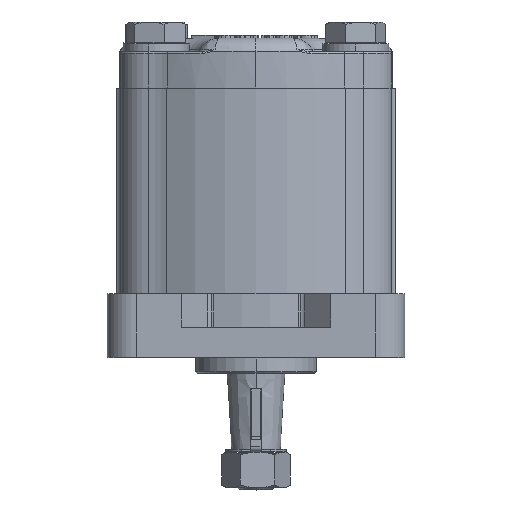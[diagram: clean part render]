
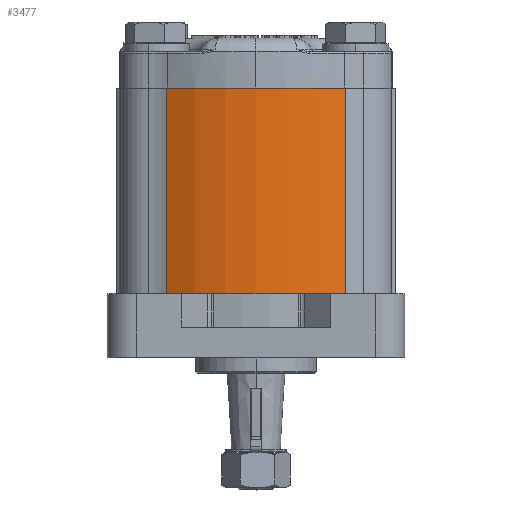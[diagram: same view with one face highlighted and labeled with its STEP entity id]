
A CAD part, top view. The second image highlights one B-rep face of the part: STEP entity #3477.
In plain terms, the highlighted cylindrical face has radius 54.5 mm (diameter 109 mm), a partial arc.
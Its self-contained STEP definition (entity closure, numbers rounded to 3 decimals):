
#98 = ORIENTED_EDGE ( 'NONE', *, *, #5041, .F. ) ;
#389 = AXIS2_PLACEMENT_3D ( 'NONE', #3512, #12120, #7394 ) ;
#502 = CYLINDRICAL_SURFACE ( 'NONE', #3573, 54.5 ) ;
#830 = EDGE_LOOP ( 'NONE', ( #6214, #98, #18296, #11751 ) ) ;
#1781 = EDGE_CURVE ( 'NONE', #10475, #2235, #18857, .T. ) ;
#2235 = VERTEX_POINT ( 'NONE', #20318 ) ;
#2377 = CIRCLE ( 'NONE', #20894, 54.5 ) ;
#2759 = EDGE_CURVE ( 'NONE', #11546, #18620, #2377, .T. ) ;
#3477 = ADVANCED_FACE ( 'NONE', ( #22256 ), #502, .T. ) ;
#3512 = CARTESIAN_POINT ( 'NONE',  ( 0., 62.012, -4.5 ) ) ;
#3573 = AXIS2_PLACEMENT_3D ( 'NONE', #23196, #4917, #15183 ) ;
#4566 = VECTOR ( 'NONE', #20656, 1000. ) ;
#4917 = DIRECTION ( 'NONE',  ( 0., 1., 0. ) ) ;
#5041 = EDGE_CURVE ( 'NONE', #18620, #2235, #24478, .T. ) ;
#6214 = ORIENTED_EDGE ( 'NONE', *, *, #1781, .T. ) ;
#7292 = VECTOR ( 'NONE', #12169, 1000. ) ;
#7394 = DIRECTION ( 'NONE',  ( 0., 0., 1. ) ) ;
#7927 = LINE ( 'NONE', #9952, #7292 ) ;
#9952 = CARTESIAN_POINT ( 'NONE',  ( 26.988, 0., 42.849 ) ) ;
#10475 = VERTEX_POINT ( 'NONE', #17648 ) ;
#11546 = VERTEX_POINT ( 'NONE', #12359 ) ;
#11751 = ORIENTED_EDGE ( 'NONE', *, *, #24712, .T. ) ;
#12120 = DIRECTION ( 'NONE',  ( 0., -1., 0. ) ) ;
#12154 = CARTESIAN_POINT ( 'NONE',  ( 0., 0., -4.5 ) ) ;
#12169 = DIRECTION ( 'NONE',  ( 0., 1., 0. ) ) ;
#12359 = CARTESIAN_POINT ( 'NONE',  ( 26.988, 0., 42.849 ) ) ;
#15183 = DIRECTION ( 'NONE',  ( 0., 0., -1. ) ) ;
#16129 = DIRECTION ( 'NONE',  ( 0., 0., 1. ) ) ;
#17648 = CARTESIAN_POINT ( 'NONE',  ( 26.988, 62.012, 42.849 ) ) ;
#18296 = ORIENTED_EDGE ( 'NONE', *, *, #2759, .F. ) ;
#18620 = VERTEX_POINT ( 'NONE', #19358 ) ;
#18857 = CIRCLE ( 'NONE', #389, 54.5 ) ;
#19358 = CARTESIAN_POINT ( 'NONE',  ( -26.988, 0., 42.849 ) ) ;
#20318 = CARTESIAN_POINT ( 'NONE',  ( -26.988, 62.012, 42.849 ) ) ;
#20656 = DIRECTION ( 'NONE',  ( 0., 1., 0. ) ) ;
#20851 = DIRECTION ( 'NONE',  ( 0., -1., 0. ) ) ;
#20894 = AXIS2_PLACEMENT_3D ( 'NONE', #12154, #20851, #16129 ) ;
#21213 = CARTESIAN_POINT ( 'NONE',  ( -26.988, 0., 42.849 ) ) ;
#22256 = FACE_OUTER_BOUND ( 'NONE', #830, .T. ) ;
#23196 = CARTESIAN_POINT ( 'NONE',  ( 0., 0., -4.5 ) ) ;
#24478 = LINE ( 'NONE', #21213, #4566 ) ;
#24712 = EDGE_CURVE ( 'NONE', #11546, #10475, #7927, .T. ) ;
